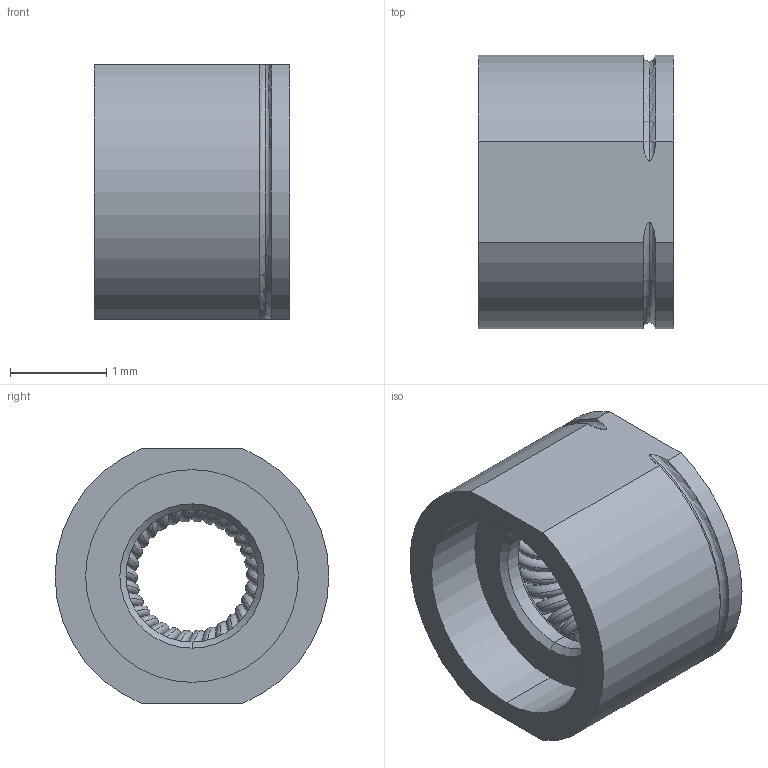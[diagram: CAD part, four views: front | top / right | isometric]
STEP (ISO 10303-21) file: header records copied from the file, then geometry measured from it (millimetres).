
FILE_DESCRIPTION (( 'STEP AP203' ), '1' );
FILE_NAME ('NNP-DWG-135-003-000 SA, Balseal, CCW.STEP', '2024-08-12T19:58:46', ( '' ), ( '' ), 'SwSTEP 2.0', 'SolidWorks 2024', '' );
FILE_SCHEMA (( 'CONFIG_CONTROL_DESIGN' ));
Length unit declared in the file: inch
Products named in the file (4): NNP-DWG-130-011-000 Balseal, Conductor; NNP-DWG-130-012-002 Balseal, Spring, CCW; NNP-DWG-130-013-002 Balseal, Washer, CCW; NNP-DWG-135-003-000 SA, Balseal, CCW
Assembly tree (3 placements, depth 2):
  NNP-DWG-135-003-000 SA, Balseal, CCW
    NNP-DWG-130-013-002 Balseal, Washer, CCW
    NNP-DWG-130-012-002 Balseal, Spring, CCW
    NNP-DWG-130-011-000 Balseal, Conductor
Bounding box: 2.03 x 2.84 x 2.64 mm (x, y, z)
Volume: 6.9 mm3; surface area: 67.6 mm2
Topology: 32 solids, 32 shells, 154 faces, 316 edges, 168 vertices
Faces by surface type: torus 124, cylinder 12, cone 10, plane 8
Entity records: 4622 total; most frequent: DIRECTION 906, CARTESIAN_POINT 716, ORIENTED_EDGE 632, AXIS2_PLACEMENT_3D 438, EDGE_CURVE 316, CIRCLE 278, VERTEX_POINT 168, EDGE_LOOP 160
